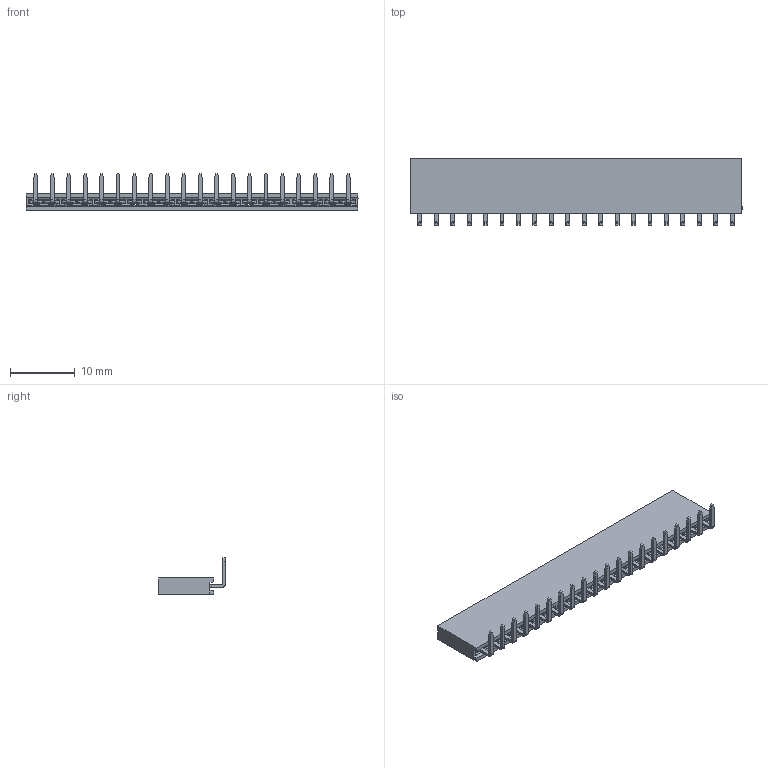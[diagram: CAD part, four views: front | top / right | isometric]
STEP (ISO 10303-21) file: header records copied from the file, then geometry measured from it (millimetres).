
FILE_DESCRIPTION (( 'STEP AP203' ), '1' );
FILE_NAME ('_ _ _C201LGBN-RC.STEP', '2016-08-19T01:39:31', ( 'LUANN HERRING' ), ( 'SULLINS' ), 'SwSTEP 2.0', 'SolidWorks 2015', '' );
FILE_SCHEMA (( 'CONFIG_CONTROL_DESIGN' ));
Length unit declared in the file: inch
Products named in the file (2): _ _ _C201LGBN-RC
Bounding box: 51.3 x 10.3 x 5.69 mm (x, y, z)
Volume: 901.4 mm3; surface area: 2878.6 mm2
Topology: 21 solids, 21 shells, 1453 faces, 3992 edges, 2581 vertices
Faces by surface type: plane 1153, cylinder 300
Entity records: 46576 total; most frequent: CARTESIAN_POINT 10471, ORIENTED_EDGE 7984, DIRECTION 6581, EDGE_CURVE 3992, LINE 3191, VECTOR 3191, VERTEX_POINT 2581, AXIS2_PLACEMENT_3D 1695
